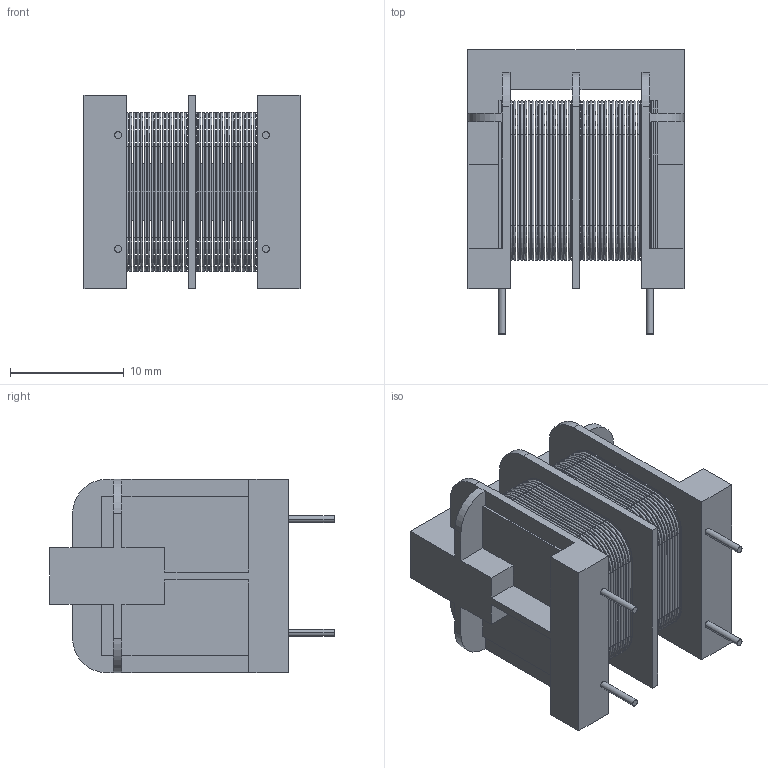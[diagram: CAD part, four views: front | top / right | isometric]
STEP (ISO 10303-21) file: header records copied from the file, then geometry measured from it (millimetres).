
FILE_DESCRIPTION((''),'2;1');
FILE_NAME('7400','2012-08-08T',('ryans'),('Bourns, Inc.'),'PRO/ENGINEER BY PARAMETRIC TECHNOLOGY CORPORATION, 2010100','PRO/ENGINEER BY PARAMETRIC TECHNOLOGY CORPORATION, 2010100','');
FILE_SCHEMA(('CONFIG_CONTROL_DESIGN'));
Length unit declared in the file: millimetre
Products named in the file (1): 7400
Bounding box: 19 x 25 x 17 mm (x, y, z)
Volume: 2994.6 mm3; surface area: 15993 mm2
Topology: 33 solids, 33 shells, 522 faces, 1320 edges, 872 vertices
Faces by surface type: plane 216, cylinder 170, torus 136
Entity records: 15890 total; most frequent: DIRECTION 2968, CARTESIAN_POINT 2714, ORIENTED_EDGE 2640, EDGE_CURVE 1320, AXIS2_PLACEMENT_3D 1126, VERTEX_POINT 872, VECTOR 716, LINE 716
